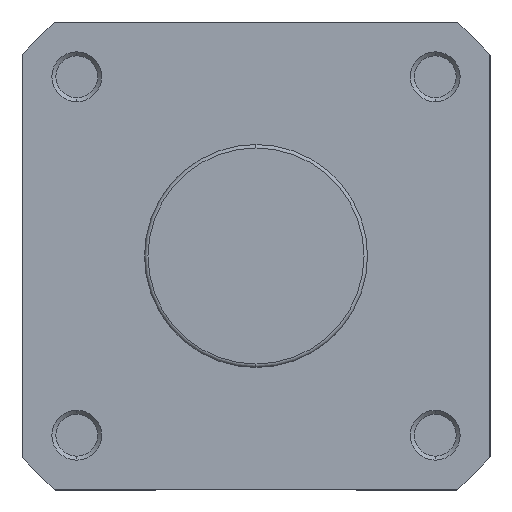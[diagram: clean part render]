
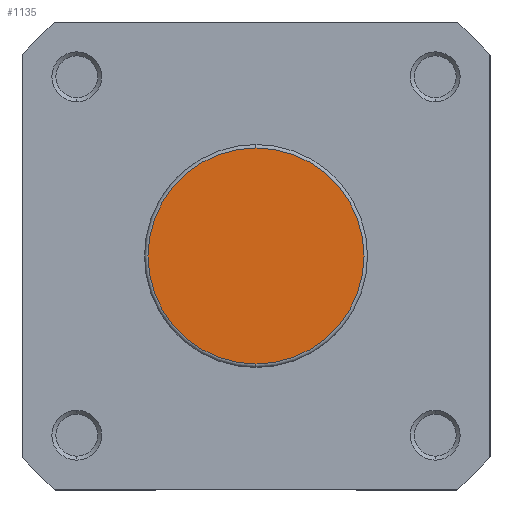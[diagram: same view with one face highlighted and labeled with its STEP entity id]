
A CAD part, left-side view. The second image highlights one B-rep face of the part: STEP entity #1135.
In plain terms, the highlighted planar face has unit normal (-1, 0, 0).
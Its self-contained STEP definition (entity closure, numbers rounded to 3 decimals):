
#300 = CARTESIAN_POINT ( 'NONE',  ( 0., 0., 0. ) ) ;
#301 = DIRECTION ( 'NONE',  ( -1., 0., 0. ) ) ;
#302 = DIRECTION ( 'NONE',  ( 0., 0., -1. ) ) ;
#330 = CARTESIAN_POINT ( 'NONE',  ( 0., 0., 0. ) ) ;
#336 = DIRECTION ( 'NONE',  ( -1., 0., 0. ) ) ;
#337 = DIRECTION ( 'NONE',  ( 0., 0., -1. ) ) ;
#1135 = ADVANCED_FACE ( 'NONE', ( #4274 ), #1733, .F. ) ;
#1732 = CARTESIAN_POINT ( 'NONE',  ( 0., 22.4, 0. ) ) ;
#1733 = PLANE ( 'NONE',  #5437 ) ;
#1735 = DIRECTION ( 'NONE',  ( 1., 0., 0. ) ) ;
#1736 = DIRECTION ( 'NONE',  ( 0., 0., -1. ) ) ;
#1806 = CARTESIAN_POINT ( 'NONE',  ( 0., 0., -21.7 ) ) ;
#1807 = CARTESIAN_POINT ( 'NONE',  ( 0., 0., 21.7 ) ) ;
#2518 = VERTEX_POINT ( 'NONE', #1806 ) ;
#2519 = VERTEX_POINT ( 'NONE', #1807 ) ;
#3200 = EDGE_CURVE ( 'NONE', #2519, #2518, #4616, .T. ) ;
#3212 = EDGE_CURVE ( 'NONE', #2518, #2519, #4630, .T. ) ;
#3686 = ORIENTED_EDGE ( 'NONE', *, *, #3212, .T. ) ;
#3691 = ORIENTED_EDGE ( 'NONE', *, *, #3200, .T. ) ;
#4274 = FACE_OUTER_BOUND ( 'NONE', #5933, .T. ) ;
#4616 = CIRCLE ( 'NONE', #5566, 21.7 ) ;
#4630 = CIRCLE ( 'NONE', #5576, 21.7 ) ;
#5437 = AXIS2_PLACEMENT_3D ( 'NONE', #1732, #1735, #1736 ) ;
#5566 = AXIS2_PLACEMENT_3D ( 'NONE', #300, #301, #302 ) ;
#5576 = AXIS2_PLACEMENT_3D ( 'NONE', #330, #336, #337 ) ;
#5933 = EDGE_LOOP ( 'NONE', ( #3686, #3691 ) ) ;
